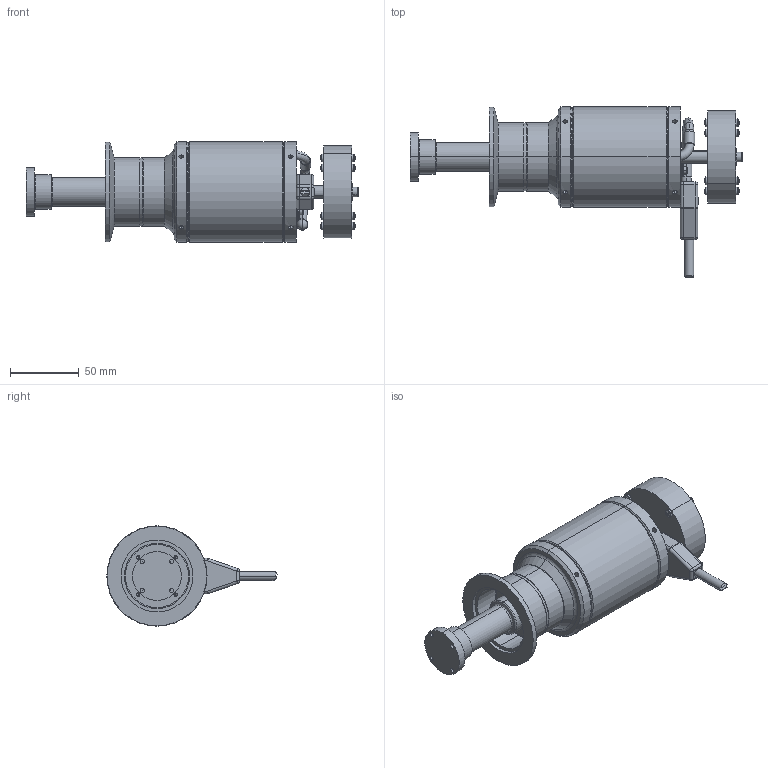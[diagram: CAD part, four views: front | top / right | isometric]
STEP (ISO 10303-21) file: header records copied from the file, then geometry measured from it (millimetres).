
FILE_DESCRIPTION (( 'STEP AP214' ), '1' );
FILE_NAME ('710ICD-MFGOP-100-050 REV - MT BASE CRYOCOOLER-NW50 FLANGE, PERMANENT.STEP', '2014-03-10T18:08:31', ( '' ), ( '' ), 'SwSTEP 2.0', 'SolidWorks 2012', '' );
FILE_SCHEMA (( 'AUTOMOTIVE_DESIGN' ));
Length unit declared in the file: millimetre
Products named in the file (17): MT Service Tube Bend_Current; 100685 MT NW50 Flange-Permanent_MW 50 Flange-Welded; Socket Head Cap Screw_AM_B18.3.1M - 3 x 0.5 x 12 Hex SHCS -- 12NHX; Socket Head Cap Screw_AM_B18.3.1M - 3 x 0.5 x 8 Hex SHCS -- 8NHX; MT Cold Tip-Finger_Current; 100444  Balance Mass Assembly-MT; Pan Cross Head_AM_B18.6.7M - M3 x 0.5 x 10 Type I Cross Recessed PHMS --10N; Socket Head Cap Screw_AM_B18.3.1M - 4 x 0.7 x 45 Hex SHCS -- 20NHX; Flat Washer Regular_AM_B18.22M - Plain washer, 4 mm, regular; 100445 BALANCE MASS SPACER; Balance Mass-MT; 100006 Cap-Charge Tube; 100273 Cable_Clamps_0.25; 100174 MT Charge Port Fitting_Current; MT Body Assembly_Current; 710ICD-MFGOP-100-050 REV - MT BASE CRYOCOOLER-NW50 FLANGE, PERMANENT; 100210 molded plug
Assembly tree (23 placements, depth 3):
  710ICD-MFGOP-100-050 REV - MT BASE CRYOCOOLER-NW50 FLANGE, PERMANENT
    MT Body Assembly_Current
    100174 MT Charge Port Fitting_Current
    100273 Cable_Clamps_0.25
    100006 Cap-Charge Tube
    100444  Balance Mass Assembly-MT
      Balance Mass-MT
      100445 BALANCE MASS SPACER
      Flat Washer Regular_AM_B18.22M - Plain washer, 4 mm, regular
      Socket Head Cap Screw_AM_B18.3.1M - 4 x 0.7 x 45 Hex SHCS -- 20NHX
      Pan Cross Head_AM_B18.6.7M - M3 x 0.5 x 10 Type I Cross Recessed PHMS --10N  x8
    MT Cold Tip-Finger_Current
    Socket Head Cap Screw_AM_B18.3.1M - 3 x 0.5 x 8 Hex SHCS -- 8NHX
    Socket Head Cap Screw_AM_B18.3.1M - 3 x 0.5 x 12 Hex SHCS -- 12NHX
    100685 MT NW50 Flange-Permanent_MW 50 Flange-Welded
    MT Service Tube Bend_Current
    100210 molded plug
Bounding box: 241.81 x 124.06 x 73 mm (x, y, z)
Volume: 571863.3 mm3; surface area: 80509.9 mm2
Topology: 22 solids, 22 shells, 590 faces, 1308 edges, 761 vertices
Faces by surface type: plane 218, cylinder 205, cone 66, torus 57, sphere 32, bspline 12
Entity records: 22010 total; most frequent: CARTESIAN_POINT 11054, DIRECTION 2226, ORIENTED_EDGE 1828, AXIS2_PLACEMENT_3D 928, EDGE_CURVE 914, VERTEX_POINT 551, EDGE_LOOP 499, CIRCLE 484
